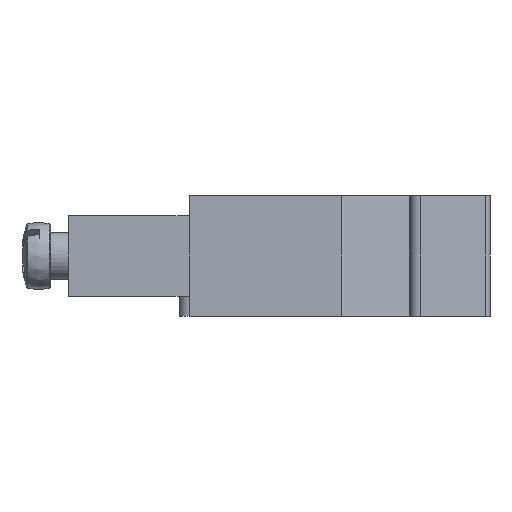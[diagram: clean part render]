
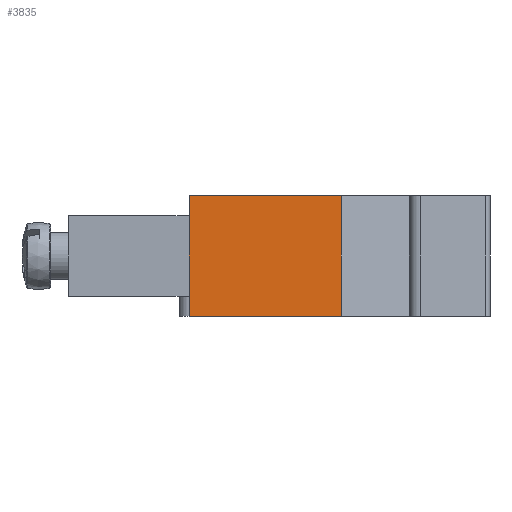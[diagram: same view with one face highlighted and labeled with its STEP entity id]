
A CAD part, left-side view. The second image highlights one B-rep face of the part: STEP entity #3835.
In plain terms, the highlighted face is planar.
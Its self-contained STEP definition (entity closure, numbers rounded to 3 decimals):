
#203=LINE('',#6880,#395);
#275=LINE('',#7103,#467);
#297=LINE('',#7153,#489);
#298=LINE('',#7155,#490);
#299=LINE('',#7156,#491);
#395=VECTOR('',#4992,15.149);
#467=VECTOR('',#5194,15.149);
#489=VECTOR('',#5244,12.);
#490=VECTOR('',#5245,10.);
#491=VECTOR('',#5246,2.);
#568=PLANE('',#4255);
#1227=FACE_OUTER_BOUND('',#1630,.T.);
#1630=EDGE_LOOP('',(#3226,#3227,#3228,#3229,#3230));
#1946=VERTEX_POINT('',#6877);
#1947=VERTEX_POINT('',#6879);
#2009=VERTEX_POINT('',#7053);
#2033=VERTEX_POINT('',#7101);
#2048=VERTEX_POINT('',#7154);
#2325=EDGE_CURVE('',#1947,#1946,#203,.T.);
#2435=EDGE_CURVE('',#2033,#2009,#275,.T.);
#2463=EDGE_CURVE('',#2033,#1947,#297,.T.);
#2464=EDGE_CURVE('',#1946,#2048,#298,.T.);
#2465=EDGE_CURVE('',#2048,#2009,#299,.T.);
#3226=ORIENTED_EDGE('',*,*,#2463,.T.);
#3227=ORIENTED_EDGE('',*,*,#2325,.T.);
#3228=ORIENTED_EDGE('',*,*,#2464,.T.);
#3229=ORIENTED_EDGE('',*,*,#2465,.T.);
#3230=ORIENTED_EDGE('',*,*,#2435,.F.);
#3835=ADVANCED_FACE('',(#1227),#568,.T.);
#4255=AXIS2_PLACEMENT_3D('',#7152,#5242,#5243);
#4992=DIRECTION('',(0.,1.,0.));
#5194=DIRECTION('',(0.,1.,0.));
#5242=DIRECTION('center_axis',(1.,0.,0.));
#5243=DIRECTION('ref_axis',(0.,1.,0.));
#5244=DIRECTION('',(0.,0.,-1.));
#5245=DIRECTION('',(0.,0.,1.));
#5246=DIRECTION('',(0.,0.,1.));
#6877=CARTESIAN_POINT('',(44.,0.,-12.));
#6879=CARTESIAN_POINT('',(44.,-15.149,-12.));
#6880=CARTESIAN_POINT('',(44.,0.,-12.));
#7053=CARTESIAN_POINT('',(44.,0.,0.));
#7101=CARTESIAN_POINT('',(44.,-15.149,0.));
#7103=CARTESIAN_POINT('',(44.,-22.964,0.));
#7152=CARTESIAN_POINT('Origin',(44.,0.,-12.));
#7153=CARTESIAN_POINT('',(44.,-15.149,-12.));
#7154=CARTESIAN_POINT('',(44.,0.,-2.));
#7155=CARTESIAN_POINT('',(44.,0.,-12.));
#7156=CARTESIAN_POINT('',(44.,0.,-12.));
